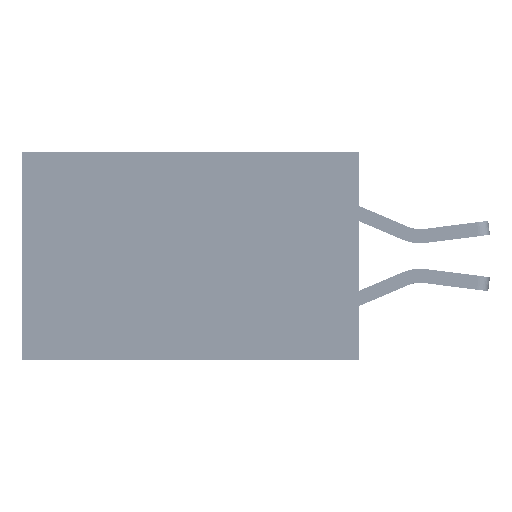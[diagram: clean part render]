
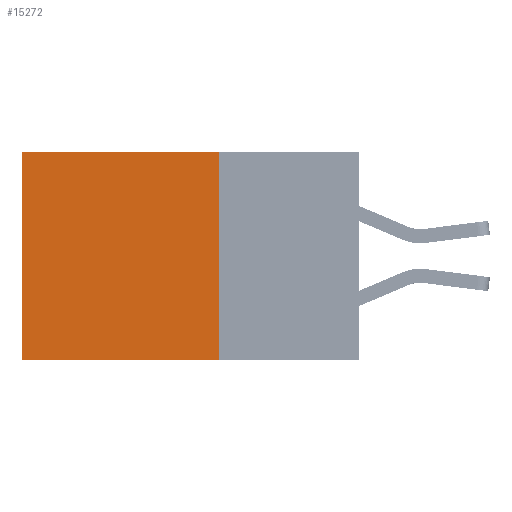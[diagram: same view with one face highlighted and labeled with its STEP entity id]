
A CAD part, left-side view. The second image highlights one B-rep face of the part: STEP entity #15272.
In plain terms, the highlighted planar face has unit normal (-1, 0, 0).
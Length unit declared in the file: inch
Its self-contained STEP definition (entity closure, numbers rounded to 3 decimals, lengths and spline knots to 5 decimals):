
#109 = CARTESIAN_POINT ( 'NONE',  ( 0.2875, 0.25, 0. ) ) ;
#4765 = ORIENTED_EDGE ( 'NONE', *, *, #5231, .F. ) ;
#4787 = LINE ( 'NONE', #33800, #8890 ) ;
#5231 = EDGE_CURVE ( 'NONE', #19613, #38732, #14270, .T. ) ;
#6591 = CARTESIAN_POINT ( 'NONE',  ( 0.2875, 0.25, -0.37 ) ) ;
#7741 = DIRECTION ( 'NONE',  ( 0., 1., 0. ) ) ;
#8890 = VECTOR ( 'NONE', #11230, 39.37008 ) ;
#9283 = CARTESIAN_POINT ( 'NONE',  ( 0.2875, 0.25, 0. ) ) ;
#11230 = DIRECTION ( 'NONE',  ( 0., 0., -1. ) ) ;
#11935 = VERTEX_POINT ( 'NONE', #25533 ) ;
#12177 = EDGE_CURVE ( 'NONE', #11935, #38732, #4787, .T. ) ;
#13136 = VECTOR ( 'NONE', #30385, 39.37008 ) ;
#14270 = LINE ( 'NONE', #37331, #16828 ) ;
#15272 = ADVANCED_FACE ( 'NONE', ( #24467 ), #31862, .F. ) ;
#16718 = EDGE_LOOP ( 'NONE', ( #28977, #4765, #31326, #19339 ) ) ;
#16828 = VECTOR ( 'NONE', #7741, 39.37008 ) ;
#17189 = LINE ( 'NONE', #30091, #13136 ) ;
#18435 = EDGE_CURVE ( 'NONE', #35361, #19613, #25507, .T. ) ;
#18862 = DIRECTION ( 'NONE',  ( 1., 0., 0. ) ) ;
#19339 = ORIENTED_EDGE ( 'NONE', *, *, #25213, .T. ) ;
#19613 = VERTEX_POINT ( 'NONE', #6591 ) ;
#21890 = DIRECTION ( 'NONE',  ( 0., 0., -1. ) ) ;
#24467 = FACE_OUTER_BOUND ( 'NONE', #16718, .T. ) ;
#25213 = EDGE_CURVE ( 'NONE', #35361, #11935, #17189, .T. ) ;
#25374 = CARTESIAN_POINT ( 'NONE',  ( 0.2875, 0.25, 0. ) ) ;
#25507 = LINE ( 'NONE', #109, #32117 ) ;
#25533 = CARTESIAN_POINT ( 'NONE',  ( 0.2875, 0.6, 0. ) ) ;
#28977 = ORIENTED_EDGE ( 'NONE', *, *, #12177, .T. ) ;
#29533 = DIRECTION ( 'NONE',  ( 0., 0., -1. ) ) ;
#30073 = AXIS2_PLACEMENT_3D ( 'NONE', #9283, #18862, #21890 ) ;
#30091 = CARTESIAN_POINT ( 'NONE',  ( 0.2875, 0.25, 0. ) ) ;
#30385 = DIRECTION ( 'NONE',  ( 0., 1., 0. ) ) ;
#31326 = ORIENTED_EDGE ( 'NONE', *, *, #18435, .F. ) ;
#31862 = PLANE ( 'NONE',  #30073 ) ;
#32117 = VECTOR ( 'NONE', #29533, 39.37008 ) ;
#33800 = CARTESIAN_POINT ( 'NONE',  ( 0.2875, 0.6, 0. ) ) ;
#35361 = VERTEX_POINT ( 'NONE', #25374 ) ;
#37331 = CARTESIAN_POINT ( 'NONE',  ( 0.2875, 0.25, -0.37 ) ) ;
#38732 = VERTEX_POINT ( 'NONE', #39979 ) ;
#39979 = CARTESIAN_POINT ( 'NONE',  ( 0.2875, 0.6, -0.37 ) ) ;
